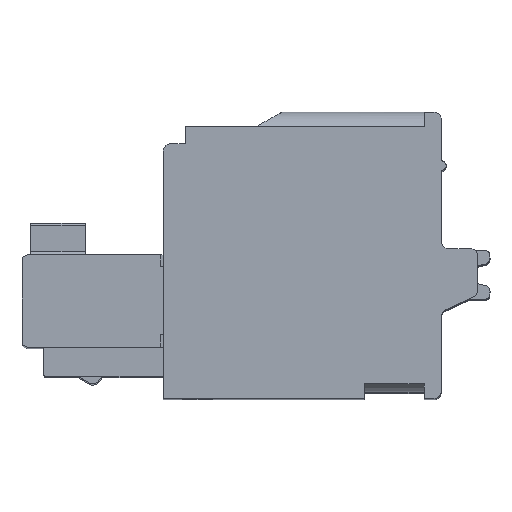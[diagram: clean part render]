
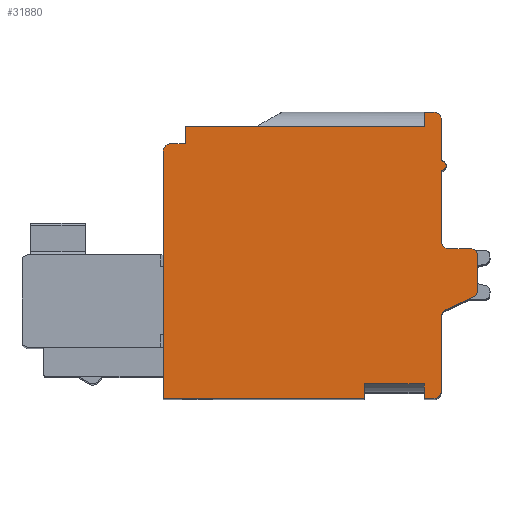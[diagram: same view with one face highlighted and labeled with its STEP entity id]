
A CAD part, top view. The second image highlights one B-rep face of the part: STEP entity #31880.
In plain terms, the highlighted planar face has unit normal (0, 0, 1).
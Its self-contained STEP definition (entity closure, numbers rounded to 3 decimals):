
#247=DIRECTION('',(0.,1.,0.));
#248=VECTOR('',#247,3.059);
#249=CARTESIAN_POINT('',(0.7,0.3,12.5));
#250=LINE('',#249,#248);
#2026=DIRECTION('',(0.,-1.,0.));
#2027=VECTOR('',#2026,0.6);
#2028=CARTESIAN_POINT('',(0.,0.6,12.5));
#2029=LINE('',#2028,#2027);
#6369=DIRECTION('',(0.,-1.,0.));
#6370=VECTOR('',#6369,0.7);
#6371=CARTESIAN_POINT('',(-9.8,11.15,12.5));
#6372=LINE('',#6371,#6370);
#6461=DIRECTION('',(-1.,0.,0.));
#6462=VECTOR('',#6461,9.8);
#6463=CARTESIAN_POINT('',(0.,11.15,12.5));
#6464=LINE('',#6463,#6462);
#7360=CARTESIAN_POINT('',(0.7,9.55,12.5));
#7361=DIRECTION('',(0.,0.,1.));
#7362=DIRECTION('',(0.,-1.,0.));
#7363=AXIS2_PLACEMENT_3D('',#7360,#7361,#7362);
#7482=DIRECTION('',(0.,1.,0.));
#7483=VECTOR('',#7482,2.9);
#7484=CARTESIAN_POINT('',(0.7,6.45,12.5));
#7485=LINE('',#7484,#7483);
#7726=DIRECTION('',(0.,1.,0.));
#7727=VECTOR('',#7726,10.15);
#7728=CARTESIAN_POINT('',(-10.7,0.,12.5));
#7729=LINE('',#7728,#7727);
#7730=CARTESIAN_POINT('',(-10.4,10.15,12.5));
#7731=DIRECTION('',(0.,0.,-1.));
#7732=DIRECTION('',(-1.,0.,0.));
#7733=AXIS2_PLACEMENT_3D('',#7730,#7731,#7732);
#7735=DIRECTION('',(1.,0.,0.));
#7736=VECTOR('',#7735,0.6);
#7737=CARTESIAN_POINT('',(-10.4,10.45,12.5));
#7738=LINE('',#7737,#7736);
#7739=DIRECTION('',(1.,0.,0.));
#7740=VECTOR('',#7739,0.4);
#7741=CARTESIAN_POINT('',(0.,11.75,12.5));
#7742=LINE('',#7741,#7740);
#7743=CARTESIAN_POINT('',(0.4,11.45,12.5));
#7744=DIRECTION('',(0.,0.,-1.));
#7745=DIRECTION('',(0.,1.,0.));
#7746=AXIS2_PLACEMENT_3D('',#7743,#7744,#7745);
#7748=DIRECTION('',(0.,-1.,0.));
#7749=VECTOR('',#7748,1.7);
#7750=CARTESIAN_POINT('',(0.7,11.45,12.5));
#7751=LINE('',#7750,#7749);
#7752=CARTESIAN_POINT('',(1.,6.45,12.5));
#7753=DIRECTION('',(0.,0.,1.));
#7754=DIRECTION('',(-1.,0.,0.));
#7755=AXIS2_PLACEMENT_3D('',#7752,#7753,#7754);
#7757=DIRECTION('',(1.,0.,0.));
#7758=VECTOR('',#7757,0.9);
#7759=CARTESIAN_POINT('',(1.,6.15,12.5));
#7760=LINE('',#7759,#7758);
#7761=CARTESIAN_POINT('',(1.9,5.85,12.5));
#7762=DIRECTION('',(0.,0.,-1.));
#7763=DIRECTION('',(0.,1.,0.));
#7764=AXIS2_PLACEMENT_3D('',#7761,#7762,#7763);
#7766=DIRECTION('',(0.,-1.,0.));
#7767=VECTOR('',#7766,1.409);
#7768=CARTESIAN_POINT('',(2.2,5.85,12.5));
#7769=LINE('',#7768,#7767);
#7770=CARTESIAN_POINT('',(1.9,4.441,12.5));
#7771=DIRECTION('',(0.,0.,-1.));
#7772=DIRECTION('',(1.,0.,0.));
#7773=AXIS2_PLACEMENT_3D('',#7770,#7771,#7772);
#7775=DIRECTION('',(-0.906,-0.423,0.));
#7776=VECTOR('',#7775,1.273);
#7777=CARTESIAN_POINT('',(2.027,4.169,12.5));
#7778=LINE('',#7777,#7776);
#7779=CARTESIAN_POINT('',(1.,3.359,12.5));
#7780=DIRECTION('',(0.,0.,1.));
#7781=DIRECTION('',(-0.423,0.906,0.));
#7782=AXIS2_PLACEMENT_3D('',#7779,#7780,#7781);
#7784=CARTESIAN_POINT('',(0.4,0.3,12.5));
#7785=DIRECTION('',(0.,0.,-1.));
#7786=DIRECTION('',(1.,0.,0.));
#7787=AXIS2_PLACEMENT_3D('',#7784,#7785,#7786);
#7789=DIRECTION('',(-1.,0.,0.));
#7790=VECTOR('',#7789,0.4);
#7791=CARTESIAN_POINT('',(0.4,0.,12.5));
#7792=LINE('',#7791,#7790);
#7793=DIRECTION('',(0.,-1.,0.));
#7794=VECTOR('',#7793,0.6);
#7795=CARTESIAN_POINT('',(-2.45,0.6,12.5));
#7796=LINE('',#7795,#7794);
#7797=DIRECTION('',(-1.,0.,0.));
#7798=VECTOR('',#7797,8.25);
#7799=CARTESIAN_POINT('',(-2.45,0.,12.5));
#7800=LINE('',#7799,#7798);
#8032=DIRECTION('',(0.,-1.,0.));
#8033=VECTOR('',#8032,0.6);
#8034=CARTESIAN_POINT('',(0.,11.75,12.5));
#8035=LINE('',#8034,#8033);
#8096=DIRECTION('',(1.,0.,0.));
#8097=VECTOR('',#8096,2.45);
#8098=CARTESIAN_POINT('',(-2.45,0.6,12.5));
#8099=LINE('',#8098,#8097);
#21292=CARTESIAN_POINT('',(-2.45,0.,12.5));
#21293=CARTESIAN_POINT('',(-10.7,0.,12.5));
#21294=VERTEX_POINT('',#21292);
#21295=VERTEX_POINT('',#21293);
#21348=CARTESIAN_POINT('',(-10.7,10.15,12.5));
#21349=VERTEX_POINT('',#21348);
#21490=CARTESIAN_POINT('',(-9.8,11.15,12.5));
#21491=CARTESIAN_POINT('',(-9.8,10.45,12.5));
#21492=VERTEX_POINT('',#21490);
#21493=VERTEX_POINT('',#21491);
#21510=CARTESIAN_POINT('',(0.,11.15,12.5));
#21511=VERTEX_POINT('',#21510);
#21530=CARTESIAN_POINT('',(0.,11.75,12.5));
#21531=CARTESIAN_POINT('',(0.4,11.75,12.5));
#21532=VERTEX_POINT('',#21530);
#21533=VERTEX_POINT('',#21531);
#21534=CARTESIAN_POINT('',(0.7,11.45,12.5));
#21535=VERTEX_POINT('',#21534);
#21544=CARTESIAN_POINT('',(0.7,9.75,12.5));
#21545=VERTEX_POINT('',#21544);
#21554=CARTESIAN_POINT('',(0.7,6.45,12.5));
#21555=VERTEX_POINT('',#21554);
#21556=CARTESIAN_POINT('',(0.7,9.35,12.5));
#21557=VERTEX_POINT('',#21556);
#21572=CARTESIAN_POINT('',(0.7,0.3,12.5));
#21573=CARTESIAN_POINT('',(0.7,3.359,12.5));
#21574=VERTEX_POINT('',#21572);
#21575=VERTEX_POINT('',#21573);
#21610=CARTESIAN_POINT('',(0.4,0.,12.5));
#21611=VERTEX_POINT('',#21610);
#21612=CARTESIAN_POINT('',(0.,0.,12.5));
#21613=VERTEX_POINT('',#21612);
#21615=CARTESIAN_POINT('',(0.,0.6,12.5));
#21617=VERTEX_POINT('',#21615);
#21622=CARTESIAN_POINT('',(-2.45,0.6,12.5));
#21623=VERTEX_POINT('',#21622);
#21626=CARTESIAN_POINT('',(-10.4,10.45,12.5));
#21627=VERTEX_POINT('',#21626);
#21628=CARTESIAN_POINT('',(1.,6.15,12.5));
#21629=VERTEX_POINT('',#21628);
#21630=CARTESIAN_POINT('',(1.9,6.15,12.5));
#21631=VERTEX_POINT('',#21630);
#21632=CARTESIAN_POINT('',(2.2,5.85,12.5));
#21633=VERTEX_POINT('',#21632);
#21634=CARTESIAN_POINT('',(2.2,4.441,12.5));
#21635=VERTEX_POINT('',#21634);
#21636=CARTESIAN_POINT('',(2.027,4.169,12.5));
#21637=VERTEX_POINT('',#21636);
#21638=CARTESIAN_POINT('',(0.873,3.631,12.5));
#21639=VERTEX_POINT('',#21638);
#31838=CARTESIAN_POINT('',(-1.384,8.507,12.5));
#31839=DIRECTION('',(0.,0.,1.));
#31840=DIRECTION('',(1.,0.,0.));
#31841=AXIS2_PLACEMENT_3D('',#31838,#31839,#31840);
#31842=PLANE('',#31841);
#31843=ORIENTED_EDGE('',*,*,#25999,.T.);
#31845=ORIENTED_EDGE('',*,*,#31844,.T.);
#31847=ORIENTED_EDGE('',*,*,#31846,.T.);
#31848=ORIENTED_EDGE('',*,*,#30022,.F.);
#31849=ORIENTED_EDGE('',*,*,#30153,.F.);
#31851=ORIENTED_EDGE('',*,*,#31850,.F.);
#31852=ORIENTED_EDGE('',*,*,#31293,.T.);
#31853=ORIENTED_EDGE('',*,*,#31334,.T.);
#31854=ORIENTED_EDGE('',*,*,#31357,.T.);
#31855=ORIENTED_EDGE('',*,*,#31468,.F.);
#31856=ORIENTED_EDGE('',*,*,#31530,.F.);
#31858=ORIENTED_EDGE('',*,*,#31857,.T.);
#31860=ORIENTED_EDGE('',*,*,#31859,.T.);
#31862=ORIENTED_EDGE('',*,*,#31861,.T.);
#31864=ORIENTED_EDGE('',*,*,#31863,.T.);
#31866=ORIENTED_EDGE('',*,*,#31865,.T.);
#31868=ORIENTED_EDGE('',*,*,#31867,.T.);
#31869=ORIENTED_EDGE('',*,*,#31829,.T.);
#31870=ORIENTED_EDGE('',*,*,#21950,.F.);
#31871=ORIENTED_EDGE('',*,*,#23887,.T.);
#31872=ORIENTED_EDGE('',*,*,#23902,.T.);
#31873=ORIENTED_EDGE('',*,*,#23921,.F.);
#31875=ORIENTED_EDGE('',*,*,#31874,.F.);
#31876=ORIENTED_EDGE('',*,*,#23999,.T.);
#31877=ORIENTED_EDGE('',*,*,#24066,.T.);
#31878=EDGE_LOOP('',(#31843,#31845,#31847,#31848,#31849,#31851,#31852,#31853,
#31854,#31855,#31856,#31858,#31860,#31862,#31864,#31866,#31868,#31869,#31870,
#31871,#31872,#31873,#31875,#31876,#31877));
#31879=FACE_OUTER_BOUND('',#31878,.F.);
#7364=CIRCLE('',#7363,0.2);
#7734=CIRCLE('',#7733,0.3);
#7747=CIRCLE('',#7746,0.3);
#7756=CIRCLE('',#7755,0.3);
#7765=CIRCLE('',#7764,0.3);
#7774=CIRCLE('',#7773,0.3);
#7783=CIRCLE('',#7782,0.3);
#7788=CIRCLE('',#7787,0.3);
#21950=EDGE_CURVE('',#21574,#21575,#250,.T.);
#23887=EDGE_CURVE('',#21574,#21611,#7788,.T.);
#23902=EDGE_CURVE('',#21611,#21613,#7792,.T.);
#23921=EDGE_CURVE('',#21617,#21613,#2029,.T.);
#23999=EDGE_CURVE('',#21623,#21294,#7796,.T.);
#24066=EDGE_CURVE('',#21294,#21295,#7800,.T.);
#25999=EDGE_CURVE('',#21295,#21349,#7729,.T.);
#30022=EDGE_CURVE('',#21492,#21493,#6372,.T.);
#30153=EDGE_CURVE('',#21511,#21492,#6464,.T.);
#31293=EDGE_CURVE('',#21532,#21533,#7742,.T.);
#31334=EDGE_CURVE('',#21533,#21535,#7747,.T.);
#31357=EDGE_CURVE('',#21535,#21545,#7751,.T.);
#31468=EDGE_CURVE('',#21557,#21545,#7364,.T.);
#31530=EDGE_CURVE('',#21555,#21557,#7485,.T.);
#31829=EDGE_CURVE('',#21639,#21575,#7783,.T.);
#31844=EDGE_CURVE('',#21349,#21627,#7734,.T.);
#31846=EDGE_CURVE('',#21627,#21493,#7738,.T.);
#31850=EDGE_CURVE('',#21532,#21511,#8035,.T.);
#31857=EDGE_CURVE('',#21555,#21629,#7756,.T.);
#31859=EDGE_CURVE('',#21629,#21631,#7760,.T.);
#31861=EDGE_CURVE('',#21631,#21633,#7765,.T.);
#31863=EDGE_CURVE('',#21633,#21635,#7769,.T.);
#31865=EDGE_CURVE('',#21635,#21637,#7774,.T.);
#31867=EDGE_CURVE('',#21637,#21639,#7778,.T.);
#31874=EDGE_CURVE('',#21623,#21617,#8099,.T.);
#31880=ADVANCED_FACE('',(#31879),#31842,.T.);
